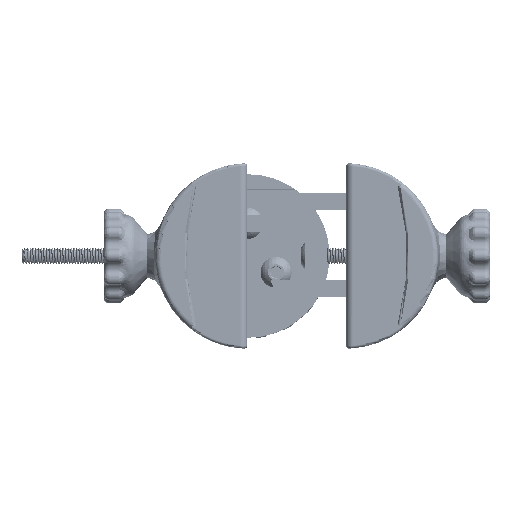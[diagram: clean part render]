
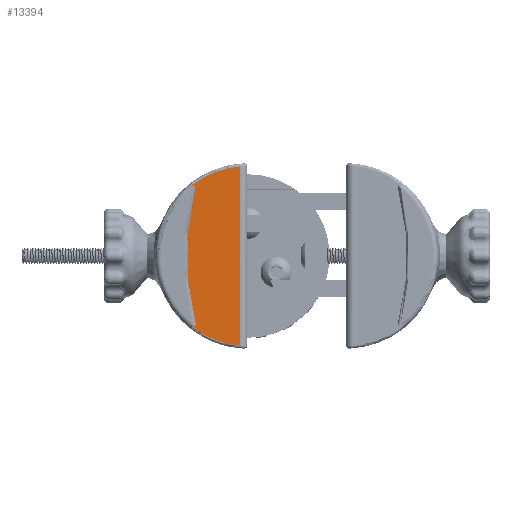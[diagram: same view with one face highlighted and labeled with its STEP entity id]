
A CAD part, top view. The second image highlights one B-rep face of the part: STEP entity #13394.
In plain terms, the highlighted planar face has unit normal (0, 0, 1).
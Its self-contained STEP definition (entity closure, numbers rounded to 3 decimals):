
#1354=PLANE('',#14513);
#1773=FACE_OUTER_BOUND('',#2596,.T.);
#2596=EDGE_LOOP('',(#10435,#10436,#10437,#10438));
#3360=LINE('',#25128,#4010);
#4010=VECTOR('',#16688,10.);
#4607=CIRCLE('',#14467,50.);
#4613=CIRCLE('',#14476,16.5);
#4620=CIRCLE('',#14486,16.5);
#5569=VERTEX_POINT('',#24922);
#5570=VERTEX_POINT('',#24924);
#5578=VERTEX_POINT('',#24975);
#5584=VERTEX_POINT('',#25086);
#7251=EDGE_CURVE('',#5570,#5569,#4607,.T.);
#7263=EDGE_CURVE('',#5578,#5569,#4613,.T.);
#7278=EDGE_CURVE('',#5570,#5584,#4620,.T.);
#7284=EDGE_CURVE('',#5584,#5578,#3360,.T.);
#10435=ORIENTED_EDGE('',*,*,#7278,.F.);
#10436=ORIENTED_EDGE('',*,*,#7251,.T.);
#10437=ORIENTED_EDGE('',*,*,#7263,.F.);
#10438=ORIENTED_EDGE('',*,*,#7284,.F.);
#13394=ADVANCED_FACE('',(#1773),#1354,.T.);
#14467=AXIS2_PLACEMENT_3D('',#24925,#16634,#16635);
#14476=AXIS2_PLACEMENT_3D('',#24977,#16655,#16656);
#14486=AXIS2_PLACEMENT_3D('',#25112,#16676,#16677);
#14513=AXIS2_PLACEMENT_3D('',#25264,#16751,#16752);
#16634=DIRECTION('center_axis',(0.,0.,1.));
#16635=DIRECTION('ref_axis',(-0.962,0.274,0.));
#16655=DIRECTION('center_axis',(0.,0.,-1.));
#16656=DIRECTION('ref_axis',(-0.35,-0.937,0.));
#16676=DIRECTION('center_axis',(0.,0.,-1.));
#16677=DIRECTION('ref_axis',(-0.35,0.937,0.));
#16688=DIRECTION('',(0.,-1.,0.));
#16751=DIRECTION('center_axis',(0.,0.,1.));
#16752=DIRECTION('ref_axis',(-1.,0.,0.));
#24922=CARTESIAN_POINT('',(-10.313,-12.88,108.));
#24924=CARTESIAN_POINT('',(-10.313,12.88,108.));
#24925=CARTESIAN_POINT('Origin',(38.,0.,108.));
#24975=CARTESIAN_POINT('',(-1.35,-16.445,108.));
#24977=CARTESIAN_POINT('Origin',(0.,0.,108.));
#25086=CARTESIAN_POINT('',(-1.35,16.445,108.));
#25112=CARTESIAN_POINT('Origin',(0.,0.,108.));
#25128=CARTESIAN_POINT('',(-1.35,7.5,108.));
#25264=CARTESIAN_POINT('Origin',(-8.5,0.,108.));
